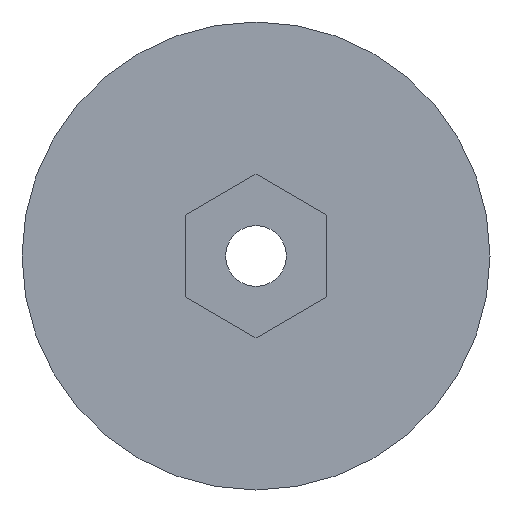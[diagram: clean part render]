
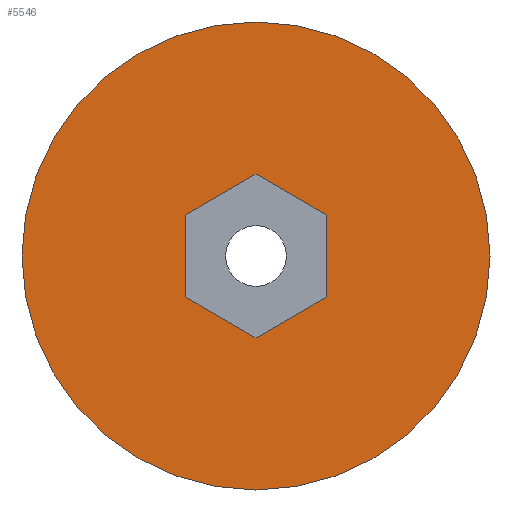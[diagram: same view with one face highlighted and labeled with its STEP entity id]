
A CAD part, left-side view. The second image highlights one B-rep face of the part: STEP entity #5546.
In plain terms, the highlighted planar face has unit normal (-1, 0, 0).
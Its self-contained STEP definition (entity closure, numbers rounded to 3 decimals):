
#115=CARTESIAN_POINT('',(0.,0.,0.));
#116=DIRECTION('',(-1.,0.,0.));
#117=DIRECTION('',(0.,1.,0.));
#118=AXIS2_PLACEMENT_3D('',#115,#116,#117);
#120=CARTESIAN_POINT('',(0.,0.,0.));
#121=DIRECTION('',(-1.,0.,0.));
#122=DIRECTION('',(0.,-1.,0.));
#123=AXIS2_PLACEMENT_3D('',#120,#121,#122);
#125=DIRECTION('',(0.,-0.866,-0.5));
#126=VECTOR('',#125,1.443);
#127=CARTESIAN_POINT('',(0.,0.,1.443));
#128=LINE('',#127,#126);
#129=DIRECTION('',(0.,-0.866,0.5));
#130=VECTOR('',#129,1.443);
#131=CARTESIAN_POINT('',(0.,1.25,0.722));
#132=LINE('',#131,#130);
#133=DIRECTION('',(0.,0.,1.));
#134=VECTOR('',#133,1.443);
#135=CARTESIAN_POINT('',(0.,1.25,-0.722));
#136=LINE('',#135,#134);
#137=DIRECTION('',(0.,0.866,0.5));
#138=VECTOR('',#137,1.443);
#139=CARTESIAN_POINT('',(0.,0.,-1.443));
#140=LINE('',#139,#138);
#141=DIRECTION('',(0.,0.866,-0.5));
#142=VECTOR('',#141,1.443);
#143=CARTESIAN_POINT('',(0.,-1.25,-0.722));
#144=LINE('',#143,#142);
#145=DIRECTION('',(0.,0.,-1.));
#146=VECTOR('',#145,1.443);
#147=CARTESIAN_POINT('',(0.,-1.25,0.722));
#148=LINE('',#147,#146);
#5444=CARTESIAN_POINT('',(0.,0.,1.443));
#5445=CARTESIAN_POINT('',(0.,-1.25,0.722));
#5446=VERTEX_POINT('',#5444);
#5447=VERTEX_POINT('',#5445);
#5448=CARTESIAN_POINT('',(0.,-1.25,-0.722));
#5449=VERTEX_POINT('',#5448);
#5450=CARTESIAN_POINT('',(0.,0.,-1.443));
#5451=VERTEX_POINT('',#5450);
#5452=CARTESIAN_POINT('',(0.,1.25,-0.722));
#5453=VERTEX_POINT('',#5452);
#5454=CARTESIAN_POINT('',(0.,1.25,0.722));
#5455=VERTEX_POINT('',#5454);
#5476=CARTESIAN_POINT('',(0.,4.123,0.));
#5477=CARTESIAN_POINT('',(0.,-4.123,0.));
#5478=VERTEX_POINT('',#5476);
#5479=VERTEX_POINT('',#5477);
#5521=CARTESIAN_POINT('',(0.,0.,0.));
#5522=DIRECTION('',(1.,0.,0.));
#5523=DIRECTION('',(0.,-1.,0.));
#5524=AXIS2_PLACEMENT_3D('',#5521,#5522,#5523);
#5525=PLANE('',#5524);
#5527=ORIENTED_EDGE('',*,*,#5526,.F.);
#5529=ORIENTED_EDGE('',*,*,#5528,.F.);
#5530=EDGE_LOOP('',(#5527,#5529));
#5531=FACE_OUTER_BOUND('',#5530,.F.);
#5533=ORIENTED_EDGE('',*,*,#5532,.F.);
#5535=ORIENTED_EDGE('',*,*,#5534,.F.);
#5537=ORIENTED_EDGE('',*,*,#5536,.F.);
#5539=ORIENTED_EDGE('',*,*,#5538,.F.);
#5541=ORIENTED_EDGE('',*,*,#5540,.F.);
#5543=ORIENTED_EDGE('',*,*,#5542,.F.);
#5544=EDGE_LOOP('',(#5533,#5535,#5537,#5539,#5541,#5543));
#5545=FACE_BOUND('',#5544,.F.);
#119=CIRCLE('',#118,4.123);
#124=CIRCLE('',#123,4.123);
#5526=EDGE_CURVE('',#5478,#5479,#119,.T.);
#5528=EDGE_CURVE('',#5479,#5478,#124,.T.);
#5532=EDGE_CURVE('',#5446,#5447,#128,.T.);
#5534=EDGE_CURVE('',#5455,#5446,#132,.T.);
#5536=EDGE_CURVE('',#5453,#5455,#136,.T.);
#5538=EDGE_CURVE('',#5451,#5453,#140,.T.);
#5540=EDGE_CURVE('',#5449,#5451,#144,.T.);
#5542=EDGE_CURVE('',#5447,#5449,#148,.T.);
#5546=ADVANCED_FACE('',(#5531,#5545),#5525,.F.);
